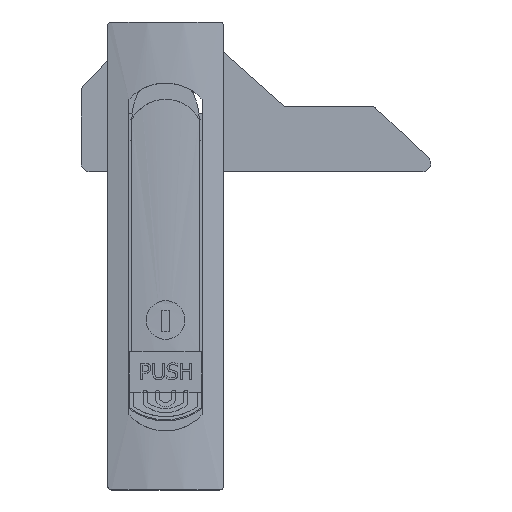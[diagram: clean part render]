
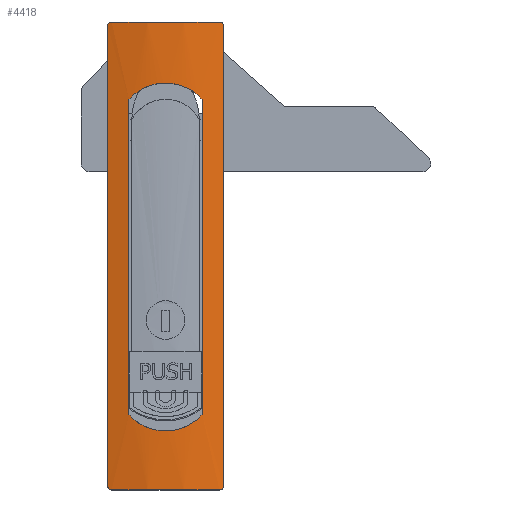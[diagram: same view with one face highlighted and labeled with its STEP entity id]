
A CAD part, top view. The second image highlights one B-rep face of the part: STEP entity #4418.
In plain terms, the highlighted cylindrical face has radius 51.766 mm (diameter 103.531 mm), a partial arc.
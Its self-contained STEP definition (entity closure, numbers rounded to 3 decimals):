
#108=FACE_BOUND('',#709,.T.);
#440=FACE_OUTER_BOUND('',#708,.T.);
#708=EDGE_LOOP('',(#3849,#3850,#3851,#3852,#3853,#3854,#3855,#3856));
#709=EDGE_LOOP('',(#3857,#3858,#3859,#3860));
#781=CIRCLE('',#4490,51.766);
#834=CIRCLE('',#4699,51.766);
#895=LINE('',#5956,#1334);
#898=LINE('',#5973,#1337);
#1138=LINE('',#7257,#1577);
#1144=LINE('',#7314,#1583);
#1334=VECTOR('',#4847,113.);
#1337=VECTOR('',#4854,113.);
#1577=VECTOR('',#5302,77.5);
#1583=VECTOR('',#5374,77.5);
#1760=B_SPLINE_CURVE_WITH_KNOTS('',3,(#5895,#5896,#5897,#5898,#5899,#5900,
#5901,#5902,#5903,#5904),.UNSPECIFIED.,.F.,.F.,(4,2,2,2,4),(0.153,
0.192,0.231,0.269,0.307),
 .UNSPECIFIED.);
#1761=B_SPLINE_CURVE_WITH_KNOTS('',3,(#5943,#5944,#5945,#5946,#5947,#5948,
#5949,#5950,#5951,#5952),.UNSPECIFIED.,.F.,.F.,(4,2,2,2,4),(0.307,
0.345,0.383,0.421,0.46),
 .UNSPECIFIED.);
#1762=B_SPLINE_CURVE_WITH_KNOTS('',3,(#5960,#5961,#5962,#5963,#5964,#5965,
#5966,#5967,#5968,#5969),.UNSPECIFIED.,.F.,.F.,(4,2,2,2,4),(0.307,
0.344,0.382,0.421,0.46),
 .UNSPECIFIED.);
#1763=B_SPLINE_CURVE_WITH_KNOTS('',3,(#5977,#5978,#5979,#5980,#5981,#5982,
#5983,#5984,#5985,#5986),.UNSPECIFIED.,.F.,.F.,(4,2,2,2,4),(0.153,
0.192,0.231,0.269,0.307),
 .UNSPECIFIED.);
#1834=B_SPLINE_CURVE_WITH_KNOTS('',3,(#7539,#7540,#7541,#7542,#7543,#7544,
#7545,#7546,#7547,#7548,#7549,#7550,#7551,#7552),.UNSPECIFIED.,.F.,.F.,
(4,2,2,2,2,2,4),(0.855,0.917,1.376,1.834,
2.293,2.751,2.813),.UNSPECIFIED.);
#1835=B_SPLINE_CURVE_WITH_KNOTS('',3,(#7554,#7555,#7556,#7557,#7558,#7559,
#7560,#7561,#7562,#7563,#7564,#7565,#7566,#7567),.UNSPECIFIED.,.F.,.F.,
(4,2,2,2,2,2,4),(4.524,4.586,5.044,5.503,
5.961,6.42,6.482),.UNSPECIFIED.);
#1846=VERTEX_POINT('',#5893);
#1847=VERTEX_POINT('',#5894);
#1851=VERTEX_POINT('',#5913);
#1863=VERTEX_POINT('',#5941);
#1864=VERTEX_POINT('',#5954);
#1865=VERTEX_POINT('',#5958);
#1866=VERTEX_POINT('',#5959);
#1867=VERTEX_POINT('',#5975);
#2088=VERTEX_POINT('',#7254);
#2089=VERTEX_POINT('',#7256);
#2106=VERTEX_POINT('',#7311);
#2107=VERTEX_POINT('',#7313);
#2265=EDGE_CURVE('',#1846,#1847,#1760,.T.);
#2271=EDGE_CURVE('',#1846,#1851,#781,.T.);
#2285=EDGE_CURVE('',#1863,#1851,#1761,.T.);
#2287=EDGE_CURVE('',#1863,#1864,#895,.T.);
#2288=EDGE_CURVE('',#1865,#1866,#1762,.T.);
#2291=EDGE_CURVE('',#1847,#1865,#898,.T.);
#2293=EDGE_CURVE('',#1867,#1864,#1763,.T.);
#2621=EDGE_CURVE('',#2089,#2088,#1138,.T.);
#2643=EDGE_CURVE('',#2107,#2106,#1144,.T.);
#2742=EDGE_CURVE('',#2106,#2089,#1834,.T.);
#2743=EDGE_CURVE('',#2088,#2107,#1835,.T.);
#2744=EDGE_CURVE('',#1866,#1867,#834,.T.);
#3849=ORIENTED_EDGE('',*,*,#2265,.F.);
#3850=ORIENTED_EDGE('',*,*,#2271,.T.);
#3851=ORIENTED_EDGE('',*,*,#2285,.F.);
#3852=ORIENTED_EDGE('',*,*,#2287,.T.);
#3853=ORIENTED_EDGE('',*,*,#2293,.F.);
#3854=ORIENTED_EDGE('',*,*,#2744,.F.);
#3855=ORIENTED_EDGE('',*,*,#2288,.F.);
#3856=ORIENTED_EDGE('',*,*,#2291,.F.);
#3857=ORIENTED_EDGE('',*,*,#2621,.T.);
#3858=ORIENTED_EDGE('',*,*,#2743,.T.);
#3859=ORIENTED_EDGE('',*,*,#2643,.T.);
#3860=ORIENTED_EDGE('',*,*,#2742,.T.);
#4214=CYLINDRICAL_SURFACE('',#4698,51.766);
#4418=ADVANCED_FACE('',(#440,#108),#4214,.T.);
#4490=AXIS2_PLACEMENT_3D('',#5915,#4820,#4821);
#4698=AXIS2_PLACEMENT_3D('',#7568,#5572,#5573);
#4699=AXIS2_PLACEMENT_3D('',#7569,#5574,#5575);
#4820=DIRECTION('center_axis',(0.,1.,0.));
#4821=DIRECTION('ref_axis',(-0.275,0.,0.961));
#4847=DIRECTION('',(0.,1.,0.));
#4854=DIRECTION('',(0.,1.,0.));
#5302=DIRECTION('',(0.,1.,0.));
#5374=DIRECTION('',(0.,-1.,0.));
#5572=DIRECTION('center_axis',(0.,1.,0.));
#5573=DIRECTION('ref_axis',(-0.275,0.,0.961));
#5574=DIRECTION('center_axis',(0.,1.,0.));
#5575=DIRECTION('ref_axis',(-0.275,0.,0.961));
#5893=CARTESIAN_POINT('',(-13.25,0.,1.776));
#5894=CARTESIAN_POINT('',(-14.25,1.,1.5));
#5895=CARTESIAN_POINT('Ctrl Pts',(-13.25,0.,1.776));
#5896=CARTESIAN_POINT('Ctrl Pts',(-13.375,0.,
1.742));
#5897=CARTESIAN_POINT('Ctrl Pts',(-13.508,0.025,
1.707));
#5898=CARTESIAN_POINT('Ctrl Pts',(-13.755,0.126,1.639));
#5899=CARTESIAN_POINT('Ctrl Pts',(-13.868,0.203,1.608));
#5900=CARTESIAN_POINT('Ctrl Pts',(-14.045,0.381,1.558));
#5901=CARTESIAN_POINT('Ctrl Pts',(-14.122,0.492,1.537));
#5902=CARTESIAN_POINT('Ctrl Pts',(-14.224,0.739,1.507));
#5903=CARTESIAN_POINT('Ctrl Pts',(-14.25,0.873,1.5));
#5904=CARTESIAN_POINT('Ctrl Pts',(-14.25,1.,1.5));
#5913=CARTESIAN_POINT('',(13.25,0.,1.776));
#5915=CARTESIAN_POINT('Origin',(0.,0.,
-48.266));
#5941=CARTESIAN_POINT('',(14.25,1.,1.5));
#5943=CARTESIAN_POINT('Ctrl Pts',(14.25,1.,1.5));
#5944=CARTESIAN_POINT('Ctrl Pts',(14.25,0.873,1.5));
#5945=CARTESIAN_POINT('Ctrl Pts',(14.224,0.739,1.507));
#5946=CARTESIAN_POINT('Ctrl Pts',(14.122,0.492,1.537));
#5947=CARTESIAN_POINT('Ctrl Pts',(14.045,0.381,1.558));
#5948=CARTESIAN_POINT('Ctrl Pts',(13.868,0.203,1.608));
#5949=CARTESIAN_POINT('Ctrl Pts',(13.755,0.126,1.639));
#5950=CARTESIAN_POINT('Ctrl Pts',(13.508,0.025,1.707));
#5951=CARTESIAN_POINT('Ctrl Pts',(13.375,0.,
1.742));
#5952=CARTESIAN_POINT('Ctrl Pts',(13.25,0.,1.776));
#5954=CARTESIAN_POINT('',(14.25,114.,1.5));
#5956=CARTESIAN_POINT('',(14.25,0.,1.5));
#5958=CARTESIAN_POINT('',(-14.25,114.,1.5));
#5959=CARTESIAN_POINT('',(-13.25,115.,1.776));
#5960=CARTESIAN_POINT('Ctrl Pts',(-14.25,114.,1.5));
#5961=CARTESIAN_POINT('Ctrl Pts',(-14.25,114.125,1.5));
#5962=CARTESIAN_POINT('Ctrl Pts',(-14.225,114.259,1.507));
#5963=CARTESIAN_POINT('Ctrl Pts',(-14.124,114.503,1.536));
#5964=CARTESIAN_POINT('Ctrl Pts',(-14.049,114.614,1.557));
#5965=CARTESIAN_POINT('Ctrl Pts',(-13.872,114.793,1.607));
#5966=CARTESIAN_POINT('Ctrl Pts',(-13.759,114.871,1.638));
#5967=CARTESIAN_POINT('Ctrl Pts',(-13.511,114.975,1.706));
#5968=CARTESIAN_POINT('Ctrl Pts',(-13.376,115.,1.742));
#5969=CARTESIAN_POINT('Ctrl Pts',(-13.25,115.,1.776));
#5973=CARTESIAN_POINT('',(-14.25,0.,1.5));
#5975=CARTESIAN_POINT('',(13.25,115.,1.776));
#5977=CARTESIAN_POINT('Ctrl Pts',(13.25,115.,1.776));
#5978=CARTESIAN_POINT('Ctrl Pts',(13.376,115.,1.742));
#5979=CARTESIAN_POINT('Ctrl Pts',(13.511,114.975,1.706));
#5980=CARTESIAN_POINT('Ctrl Pts',(13.759,114.871,1.638));
#5981=CARTESIAN_POINT('Ctrl Pts',(13.872,114.793,1.607));
#5982=CARTESIAN_POINT('Ctrl Pts',(14.049,114.614,1.557));
#5983=CARTESIAN_POINT('Ctrl Pts',(14.124,114.503,1.536));
#5984=CARTESIAN_POINT('Ctrl Pts',(14.225,114.259,1.507));
#5985=CARTESIAN_POINT('Ctrl Pts',(14.25,114.125,1.5));
#5986=CARTESIAN_POINT('Ctrl Pts',(14.25,114.,1.5));
#7254=CARTESIAN_POINT('',(-9.,96.,2.712));
#7256=CARTESIAN_POINT('',(-9.,18.5,2.712));
#7257=CARTESIAN_POINT('',(-9.,0.,2.712));
#7311=CARTESIAN_POINT('',(9.,18.5,2.712));
#7313=CARTESIAN_POINT('',(9.,96.,2.712));
#7314=CARTESIAN_POINT('',(9.,0.,2.712));
#7539=CARTESIAN_POINT('Ctrl Pts',(9.,18.5,2.712));
#7540=CARTESIAN_POINT('Ctrl Pts',(8.861,18.346,2.736));
#7541=CARTESIAN_POINT('Ctrl Pts',(8.718,18.196,2.761));
#7542=CARTESIAN_POINT('Ctrl Pts',(7.5,16.978,2.965));
#7543=CARTESIAN_POINT('Ctrl Pts',(6.141,16.046,3.156));
#7544=CARTESIAN_POINT('Ctrl Pts',(3.155,14.807,3.426));
#7545=CARTESIAN_POINT('Ctrl Pts',(1.528,14.5,3.5));
#7546=CARTESIAN_POINT('Ctrl Pts',(-1.528,14.5,3.5));
#7547=CARTESIAN_POINT('Ctrl Pts',(-3.155,14.807,3.426));
#7548=CARTESIAN_POINT('Ctrl Pts',(-6.141,16.046,3.156));
#7549=CARTESIAN_POINT('Ctrl Pts',(-7.5,16.978,2.965));
#7550=CARTESIAN_POINT('Ctrl Pts',(-8.718,18.196,2.761));
#7551=CARTESIAN_POINT('Ctrl Pts',(-8.861,18.346,2.736));
#7552=CARTESIAN_POINT('Ctrl Pts',(-9.,18.5,2.712));
#7554=CARTESIAN_POINT('Ctrl Pts',(-9.,96.,2.712));
#7555=CARTESIAN_POINT('Ctrl Pts',(-8.861,96.154,2.736));
#7556=CARTESIAN_POINT('Ctrl Pts',(-8.718,96.304,2.761));
#7557=CARTESIAN_POINT('Ctrl Pts',(-7.5,97.522,2.965));
#7558=CARTESIAN_POINT('Ctrl Pts',(-6.141,98.454,3.156));
#7559=CARTESIAN_POINT('Ctrl Pts',(-3.155,99.693,3.426));
#7560=CARTESIAN_POINT('Ctrl Pts',(-1.528,100.,3.5));
#7561=CARTESIAN_POINT('Ctrl Pts',(1.528,100.,3.5));
#7562=CARTESIAN_POINT('Ctrl Pts',(3.155,99.693,3.426));
#7563=CARTESIAN_POINT('Ctrl Pts',(6.141,98.454,3.156));
#7564=CARTESIAN_POINT('Ctrl Pts',(7.5,97.522,2.965));
#7565=CARTESIAN_POINT('Ctrl Pts',(8.718,96.304,2.761));
#7566=CARTESIAN_POINT('Ctrl Pts',(8.861,96.154,2.736));
#7567=CARTESIAN_POINT('Ctrl Pts',(9.,96.,2.712));
#7568=CARTESIAN_POINT('Origin',(0.,0.,
-48.266));
#7569=CARTESIAN_POINT('Origin',(0.,115.,-48.266));
